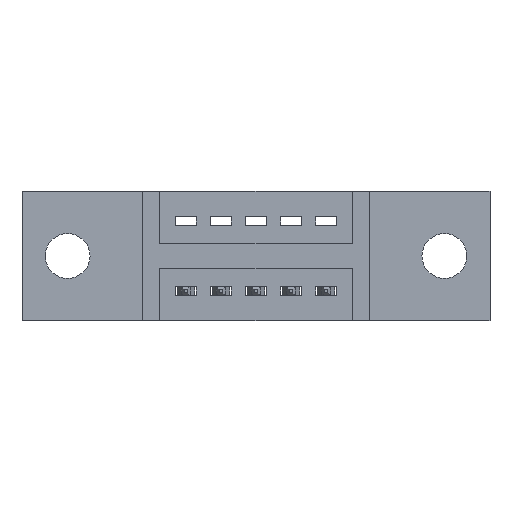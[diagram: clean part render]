
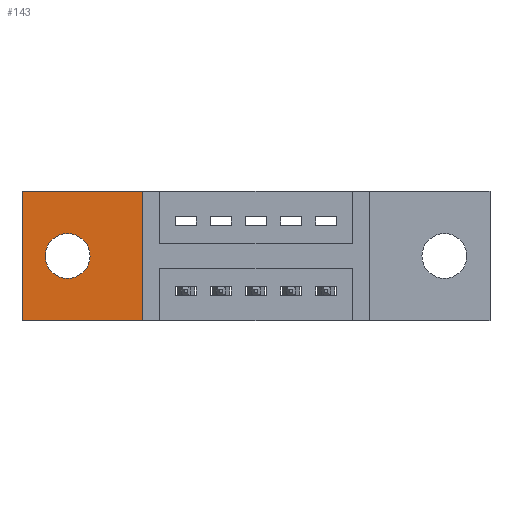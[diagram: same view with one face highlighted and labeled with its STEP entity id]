
A CAD part, front view. The second image highlights one B-rep face of the part: STEP entity #143.
In plain terms, the highlighted planar face has unit normal (0, -1, 0).
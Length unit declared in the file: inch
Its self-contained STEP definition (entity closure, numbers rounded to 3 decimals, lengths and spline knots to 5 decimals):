
#108 = DIRECTION ( 'NONE',  ( 0., 0., -1. ) ) ;
#124 = ORIENTED_EDGE ( 'NONE', *, *, #5781, .T. ) ;
#130 = CARTESIAN_POINT ( 'NONE',  ( 0.3425, 0.17, 0. ) ) ;
#143 = ADVANCED_FACE ( 'NONE', ( #7034, #8433 ), #5030, .T. ) ;
#240 = CARTESIAN_POINT ( 'NONE',  ( 0., 0.17, -0.37 ) ) ;
#251 = DIRECTION ( 'NONE',  ( 0., 0., 1. ) ) ;
#283 = DIRECTION ( 'NONE',  ( 0., -1., 0. ) ) ;
#712 = EDGE_CURVE ( 'NONE', #2067, #6494, #6111, .T. ) ;
#984 = CARTESIAN_POINT ( 'NONE',  ( 0.3425, 0.17, -0.37 ) ) ;
#1420 = ORIENTED_EDGE ( 'NONE', *, *, #4623, .T. ) ;
#1479 = VERTEX_POINT ( 'NONE', #240 ) ;
#1611 = CARTESIAN_POINT ( 'NONE',  ( 0., 0.17, 0. ) ) ;
#1632 = EDGE_CURVE ( 'NONE', #6494, #2067, #7998, .T. ) ;
#1803 = DIRECTION ( 'NONE',  ( 0., -1., 0. ) ) ;
#1852 = AXIS2_PLACEMENT_3D ( 'NONE', #7652, #4254, #108 ) ;
#2067 = VERTEX_POINT ( 'NONE', #5501 ) ;
#2231 = DIRECTION ( 'NONE',  ( 0., 0., -1. ) ) ;
#2689 = VECTOR ( 'NONE', #5300, 39.37008 ) ;
#2753 = ORIENTED_EDGE ( 'NONE', *, *, #3880, .T. ) ;
#3022 = DIRECTION ( 'NONE',  ( 0., 0., -1. ) ) ;
#3308 = LINE ( 'NONE', #130, #8044 ) ;
#3513 = LINE ( 'NONE', #7198, #6327 ) ;
#3880 = EDGE_CURVE ( 'NONE', #4964, #1479, #4323, .T. ) ;
#4037 = VERTEX_POINT ( 'NONE', #984 ) ;
#4083 = AXIS2_PLACEMENT_3D ( 'NONE', #6540, #1803, #3022 ) ;
#4108 = ORIENTED_EDGE ( 'NONE', *, *, #712, .F. ) ;
#4202 = CARTESIAN_POINT ( 'NONE',  ( 0.3425, 0.17, 0. ) ) ;
#4254 = DIRECTION ( 'NONE',  ( 0., -1., 0. ) ) ;
#4323 = LINE ( 'NONE', #6311, #5844 ) ;
#4513 = CARTESIAN_POINT ( 'NONE',  ( 0.13, 0.17, -0.249 ) ) ;
#4623 = EDGE_CURVE ( 'NONE', #1479, #4037, #7834, .T. ) ;
#4941 = DIRECTION ( 'NONE',  ( 0., 0., -1. ) ) ;
#4964 = VERTEX_POINT ( 'NONE', #1611 ) ;
#5030 = PLANE ( 'NONE',  #5695 ) ;
#5060 = CARTESIAN_POINT ( 'NONE',  ( 0., 0.17, -0.37 ) ) ;
#5226 = EDGE_LOOP ( 'NONE', ( #4108, #8159 ) ) ;
#5300 = DIRECTION ( 'NONE',  ( 1., 0., 0. ) ) ;
#5501 = CARTESIAN_POINT ( 'NONE',  ( 0.13, 0.17, -0.121 ) ) ;
#5695 = AXIS2_PLACEMENT_3D ( 'NONE', #5060, #283, #2231 ) ;
#5702 = ORIENTED_EDGE ( 'NONE', *, *, #6150, .T. ) ;
#5781 = EDGE_CURVE ( 'NONE', #8045, #4964, #3513, .T. ) ;
#5844 = VECTOR ( 'NONE', #4941, 39.37008 ) ;
#6111 = CIRCLE ( 'NONE', #1852, 0.064 ) ;
#6150 = EDGE_CURVE ( 'NONE', #4037, #8045, #3308, .T. ) ;
#6311 = CARTESIAN_POINT ( 'NONE',  ( 0., 0.17, 0. ) ) ;
#6327 = VECTOR ( 'NONE', #7063, 39.37008 ) ;
#6428 = EDGE_LOOP ( 'NONE', ( #2753, #1420, #5702, #124 ) ) ;
#6494 = VERTEX_POINT ( 'NONE', #4513 ) ;
#6540 = CARTESIAN_POINT ( 'NONE',  ( 0.13, 0.17, -0.185 ) ) ;
#7034 = FACE_BOUND ( 'NONE', #5226, .T. ) ;
#7063 = DIRECTION ( 'NONE',  ( -1., 0., 0. ) ) ;
#7198 = CARTESIAN_POINT ( 'NONE',  ( 0., 0.17, 0. ) ) ;
#7652 = CARTESIAN_POINT ( 'NONE',  ( 0.13, 0.17, -0.185 ) ) ;
#7834 = LINE ( 'NONE', #8024, #2689 ) ;
#7998 = CIRCLE ( 'NONE', #4083, 0.064 ) ;
#8024 = CARTESIAN_POINT ( 'NONE',  ( 0., 0.17, -0.37 ) ) ;
#8044 = VECTOR ( 'NONE', #251, 39.37008 ) ;
#8045 = VERTEX_POINT ( 'NONE', #4202 ) ;
#8159 = ORIENTED_EDGE ( 'NONE', *, *, #1632, .F. ) ;
#8433 = FACE_OUTER_BOUND ( 'NONE', #6428, .T. ) ;
